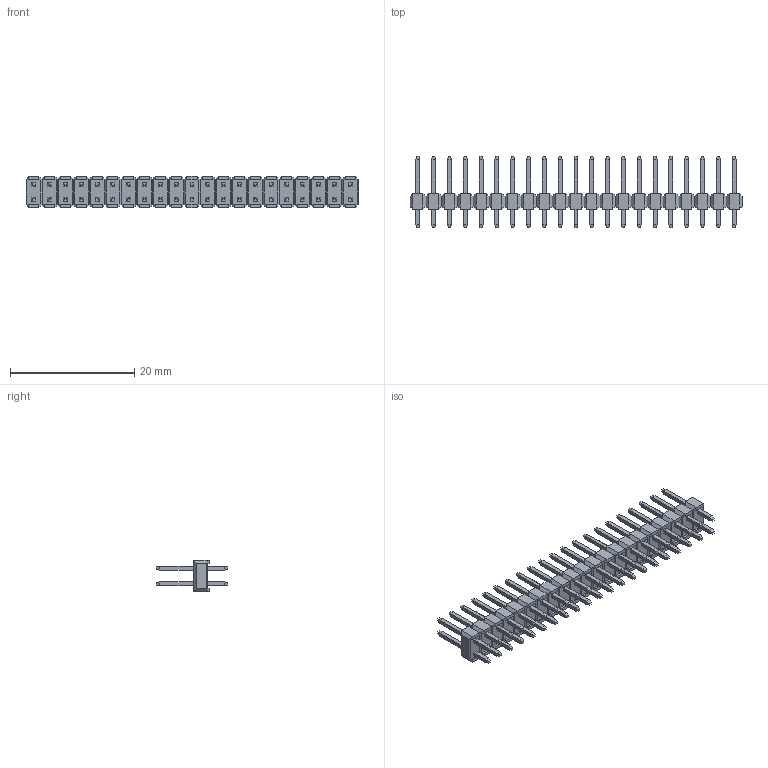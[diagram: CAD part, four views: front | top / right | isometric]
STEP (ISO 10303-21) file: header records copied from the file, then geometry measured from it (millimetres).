
FILE_DESCRIPTION (( 'STEP AP214' ), '1' );
FILE_NAME ('HEADER 2X21.STEP', '2013-11-27T11:25:48', ( '' ), ( '' ), 'SwSTEP 2.0', 'SolidWorks 2012', '' );
FILE_SCHEMA (( 'AUTOMOTIVE_DESIGN' ));
Length unit declared in the file: millimetre
Products named in the file (1): HEADER 2X21
Bounding box: 53.34 x 11.54 x 5.04 mm (x, y, z)
Volume: 726.6 mm3; surface area: 1853.8 mm2
Topology: 1 solids, 1 shells, 1098 faces, 2452 edges, 1440 vertices
Faces by surface type: plane 1098
Entity records: 41116 total; most frequent: CARTESIAN_POINT 4991, ORIENTED_EDGE 4904, DIRECTION 4650, LINE 2452, EDGE_CURVE 2452, VECTOR 2452, VERTEX_POINT 1440, EDGE_LOOP 1182
